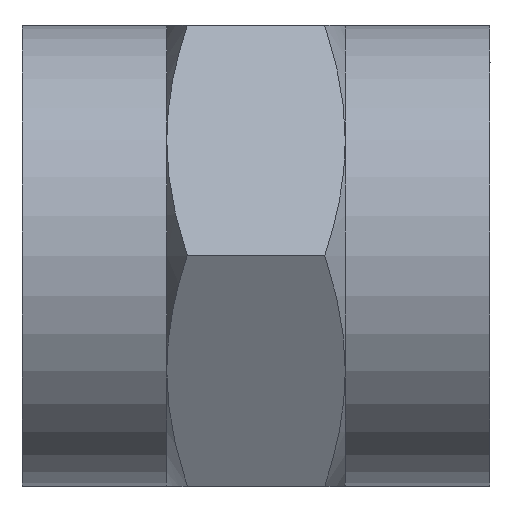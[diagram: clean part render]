
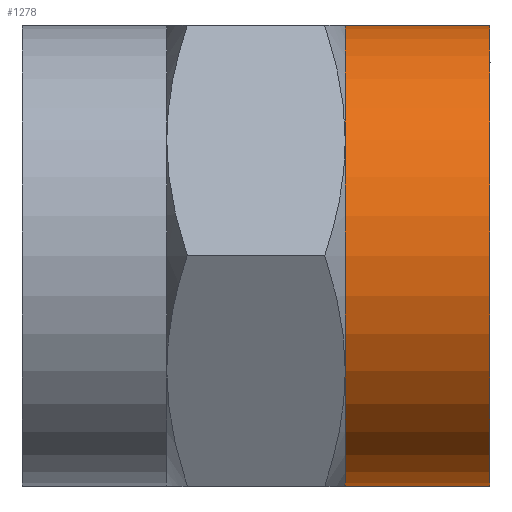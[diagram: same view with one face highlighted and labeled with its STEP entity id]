
A CAD part, top view. The second image highlights one B-rep face of the part: STEP entity #1278.
In plain terms, the highlighted cylindrical face has radius 15.081 mm (diameter 30.163 mm), a full revolution.
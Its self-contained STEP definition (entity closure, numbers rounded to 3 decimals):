
#218=FACE_OUTER_BOUND('',#298,.T.);
#298=EDGE_LOOP('',(#870,#871,#872,#873,#874,#875,#876,#877,#878));
#384=LINE('',#1793,#430);
#430=VECTOR('',#1514,15.081);
#480=CIRCLE('',#1370,15.081);
#481=CIRCLE('',#1371,15.081);
#482=CIRCLE('',#1372,15.081);
#483=CIRCLE('',#1373,15.081);
#484=CIRCLE('',#1374,15.081);
#485=CIRCLE('',#1375,15.081);
#486=CIRCLE('',#1376,15.081);
#522=VERTEX_POINT('',#1785);
#523=VERTEX_POINT('',#1786);
#524=VERTEX_POINT('',#1788);
#525=VERTEX_POINT('',#1790);
#526=VERTEX_POINT('',#1792);
#527=VERTEX_POINT('',#1795);
#528=VERTEX_POINT('',#1797);
#658=EDGE_CURVE('',#522,#523,#480,.T.);
#659=EDGE_CURVE('',#523,#524,#481,.T.);
#660=EDGE_CURVE('',#524,#525,#482,.T.);
#661=EDGE_CURVE('',#525,#526,#384,.T.);
#662=EDGE_CURVE('',#526,#526,#483,.T.);
#663=EDGE_CURVE('',#525,#527,#484,.T.);
#664=EDGE_CURVE('',#527,#528,#485,.T.);
#665=EDGE_CURVE('',#528,#522,#486,.T.);
#870=ORIENTED_EDGE('',*,*,#658,.T.);
#871=ORIENTED_EDGE('',*,*,#659,.T.);
#872=ORIENTED_EDGE('',*,*,#660,.T.);
#873=ORIENTED_EDGE('',*,*,#661,.T.);
#874=ORIENTED_EDGE('',*,*,#662,.F.);
#875=ORIENTED_EDGE('',*,*,#661,.F.);
#876=ORIENTED_EDGE('',*,*,#663,.T.);
#877=ORIENTED_EDGE('',*,*,#664,.T.);
#878=ORIENTED_EDGE('',*,*,#665,.T.);
#1266=CYLINDRICAL_SURFACE('',#1369,15.081);
#1278=ADVANCED_FACE('',(#218),#1266,.T.);
#1369=AXIS2_PLACEMENT_3D('',#1784,#1506,#1507);
#1370=AXIS2_PLACEMENT_3D('',#1787,#1508,#1509);
#1371=AXIS2_PLACEMENT_3D('',#1789,#1510,#1511);
#1372=AXIS2_PLACEMENT_3D('',#1791,#1512,#1513);
#1373=AXIS2_PLACEMENT_3D('',#1794,#1515,#1516);
#1374=AXIS2_PLACEMENT_3D('',#1796,#1517,#1518);
#1375=AXIS2_PLACEMENT_3D('',#1798,#1519,#1520);
#1376=AXIS2_PLACEMENT_3D('',#1799,#1521,#1522);
#1506=DIRECTION('center_axis',(1.,0.,0.));
#1507=DIRECTION('ref_axis',(0.,-1.,0.));
#1508=DIRECTION('center_axis',(1.,0.,0.));
#1509=DIRECTION('ref_axis',(0.,1.,0.));
#1510=DIRECTION('center_axis',(1.,0.,0.));
#1511=DIRECTION('ref_axis',(0.,1.,0.));
#1512=DIRECTION('center_axis',(1.,0.,0.));
#1513=DIRECTION('ref_axis',(0.,1.,0.));
#1514=DIRECTION('',(1.,0.,0.));
#1515=DIRECTION('center_axis',(1.,0.,0.));
#1516=DIRECTION('ref_axis',(0.,1.,0.));
#1517=DIRECTION('center_axis',(1.,0.,0.));
#1518=DIRECTION('ref_axis',(0.,1.,0.));
#1519=DIRECTION('center_axis',(1.,0.,0.));
#1520=DIRECTION('ref_axis',(0.,1.,0.));
#1521=DIRECTION('center_axis',(1.,0.,0.));
#1522=DIRECTION('ref_axis',(0.,1.,0.));
#1784=CARTESIAN_POINT('Origin',(15.321,0.,17.414));
#1785=CARTESIAN_POINT('',(5.845,-15.081,17.414));
#1786=CARTESIAN_POINT('',(5.845,-7.541,4.354));
#1787=CARTESIAN_POINT('Origin',(5.845,0.,17.414));
#1788=CARTESIAN_POINT('',(5.845,7.541,4.354));
#1789=CARTESIAN_POINT('Origin',(5.845,0.,17.414));
#1790=CARTESIAN_POINT('',(5.845,15.081,17.414));
#1791=CARTESIAN_POINT('Origin',(5.845,0.,17.414));
#1792=CARTESIAN_POINT('',(15.321,15.081,17.414));
#1793=CARTESIAN_POINT('',(15.321,15.081,17.414));
#1794=CARTESIAN_POINT('Origin',(15.321,0.,17.414));
#1795=CARTESIAN_POINT('',(5.845,7.541,30.475));
#1796=CARTESIAN_POINT('Origin',(5.845,0.,17.414));
#1797=CARTESIAN_POINT('',(5.845,-7.541,30.475));
#1798=CARTESIAN_POINT('Origin',(5.845,0.,17.414));
#1799=CARTESIAN_POINT('Origin',(5.845,0.,17.414));
